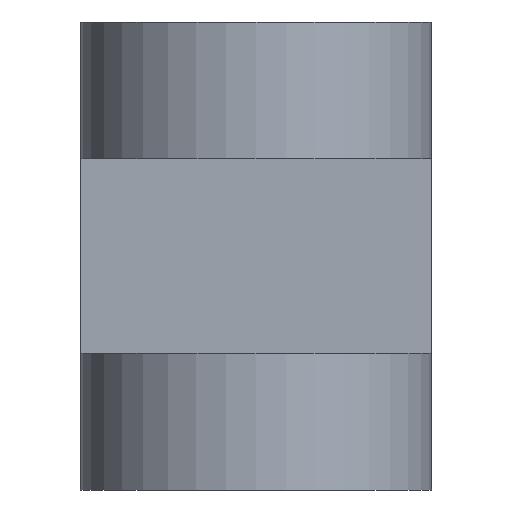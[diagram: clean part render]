
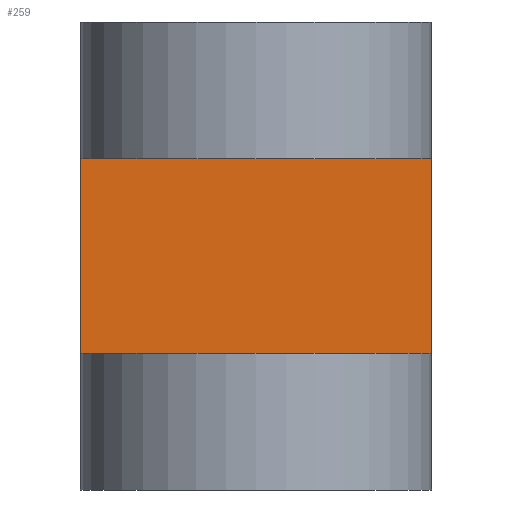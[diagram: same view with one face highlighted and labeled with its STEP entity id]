
A CAD part, left-side view. The second image highlights one B-rep face of the part: STEP entity #259.
In plain terms, the highlighted planar face has unit normal (-1, 0, 0).
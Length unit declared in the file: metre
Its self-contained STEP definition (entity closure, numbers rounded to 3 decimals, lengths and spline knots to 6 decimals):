
#86=ORIENTED_EDGE('',*,*,#127,.T.);
#87=ORIENTED_EDGE('',*,*,#113,.F.);
#88=ORIENTED_EDGE('',*,*,#128,.F.);
#89=ORIENTED_EDGE('',*,*,#99,.F.);
#99=EDGE_CURVE('',#131,#132,#155,.T.);
#113=EDGE_CURVE('',#143,#144,#163,.T.);
#127=EDGE_CURVE('',#131,#144,#169,.T.);
#128=EDGE_CURVE('',#132,#143,#170,.T.);
#131=VERTEX_POINT('',#385);
#132=VERTEX_POINT('',#387);
#143=VERTEX_POINT('',#416);
#144=VERTEX_POINT('',#417);
#155=LINE('',#386,#173);
#163=LINE('',#415,#181);
#169=LINE('',#445,#187);
#170=LINE('',#447,#188);
#173=VECTOR('',#309,1.);
#181=VECTOR('',#337,1.);
#187=VECTOR('',#371,1.);
#188=VECTOR('',#374,1.);
#210=EDGE_LOOP('',(#86,#87,#88,#89));
#236=FACE_BOUND('',#210,.T.);
#246=PLANE('',#300);
#259=ADVANCED_FACE('',(#236),#246,.T.);
#300=AXIS2_PLACEMENT_3D('',#446,#372,#373);
#309=DIRECTION('',(0.,0.,-1.));
#337=DIRECTION('',(0.,0.,1.));
#371=DIRECTION('',(0.,1.,0.));
#372=DIRECTION('',(-1.,0.,0.));
#373=DIRECTION('',(0.,-1.,0.));
#374=DIRECTION('',(0.,1.,0.));
#385=CARTESIAN_POINT('',(-0.026,-0.009,0.017));
#386=CARTESIAN_POINT('',(-0.026,-0.009,0.024));
#387=CARTESIAN_POINT('',(-0.026,-0.009,0.007));
#415=CARTESIAN_POINT('',(-0.026,0.009,0.012));
#416=CARTESIAN_POINT('',(-0.026,0.009,0.007));
#417=CARTESIAN_POINT('',(-0.026,0.009,0.017));
#445=CARTESIAN_POINT('',(-0.026,-0.058988,0.017));
#446=CARTESIAN_POINT('',(-0.026,-0.058988,0.012));
#447=CARTESIAN_POINT('',(-0.026,-0.058988,0.007));
